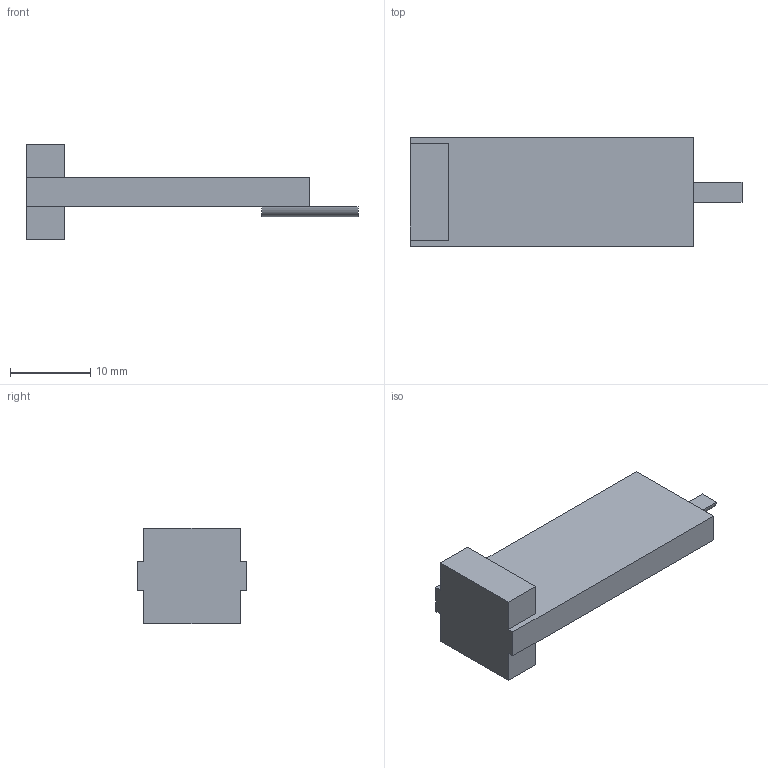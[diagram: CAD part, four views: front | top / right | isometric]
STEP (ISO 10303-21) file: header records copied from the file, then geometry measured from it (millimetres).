
FILE_DESCRIPTION (( 'STEP AP214' ), '1' );
FILE_NAME ('3rd_last_DmMc_TBSNanoRX_type6.STEP', '2022-11-28T03:33:33', ( '' ), ( '' ), 'SwSTEP 2.0', 'SolidWorks 2022', '' );
FILE_SCHEMA (( 'AUTOMOTIVE_DESIGN' ));
Length unit declared in the file: millimetre
Products named in the file (1): 3rd_last_DmMc_TBSNanoRX_type6
Bounding box: 41.4 x 13.6 x 11.95 mm (x, y, z)
Volume: 2264.8 mm3; surface area: 1651.5 mm2
Topology: 1 solids, 1 shells, 19 faces, 49 edges, 32 vertices
Faces by surface type: plane 17, cylinder 2
Entity records: 605 total; most frequent: CARTESIAN_POINT 101, ORIENTED_EDGE 98, DIRECTION 93, EDGE_CURVE 49, LINE 45, VECTOR 45, VERTEX_POINT 32, AXIS2_PLACEMENT_3D 24
